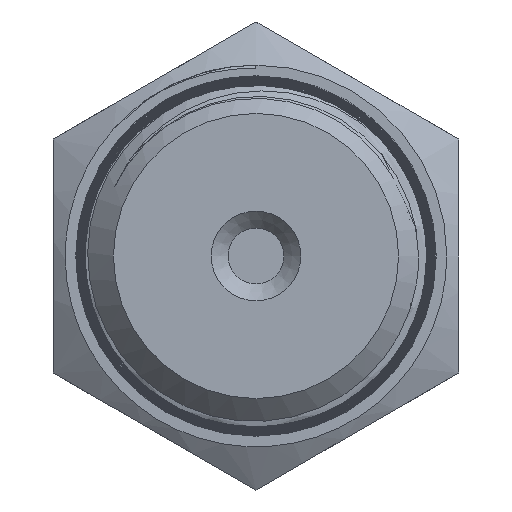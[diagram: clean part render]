
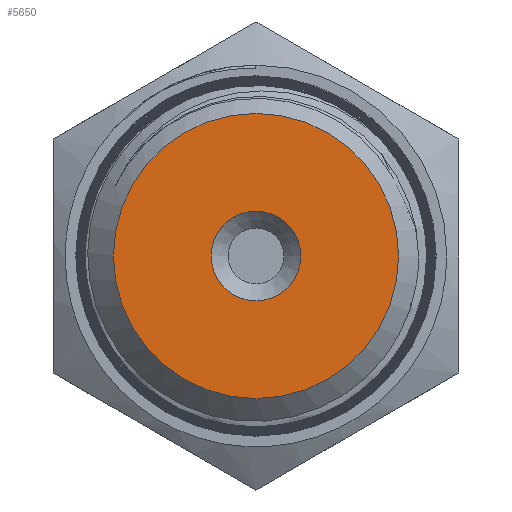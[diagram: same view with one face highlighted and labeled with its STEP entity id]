
A CAD part, left-side view. The second image highlights one B-rep face of the part: STEP entity #5650.
In plain terms, the highlighted planar face has unit normal (-1, 0, 0).
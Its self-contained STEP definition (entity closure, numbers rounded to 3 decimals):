
#301=FACE_BOUND('',#1025,.T.);
#336=PLANE('',#5846);
#679=FACE_OUTER_BOUND('',#1024,.T.);
#1024=EDGE_LOOP('',(#5219));
#1025=EDGE_LOOP('',(#5220));
#1096=CIRCLE('',#5845,2.65);
#1097=CIRCLE('',#5847,8.445);
#2722=VERTEX_POINT('',#16664);
#2723=VERTEX_POINT('',#16668);
#3560=EDGE_CURVE('',#2722,#2722,#1096,.T.);
#3561=EDGE_CURVE('',#2723,#2723,#1097,.T.);
#5219=ORIENTED_EDGE('',*,*,#3561,.F.);
#5220=ORIENTED_EDGE('',*,*,#3560,.T.);
#5650=ADVANCED_FACE('',(#679,#301),#336,.T.);
#5845=AXIS2_PLACEMENT_3D('',#16666,#6431,#6432);
#5846=AXIS2_PLACEMENT_3D('',#16667,#6433,#6434);
#5847=AXIS2_PLACEMENT_3D('',#16669,#6435,#6436);
#6431=DIRECTION('center_axis',(1.,0.,0.));
#6432=DIRECTION('ref_axis',(0.,0.,-1.));
#6433=DIRECTION('center_axis',(-1.,0.,0.));
#6434=DIRECTION('ref_axis',(0.,0.,1.));
#6435=DIRECTION('center_axis',(1.,0.,0.));
#6436=DIRECTION('ref_axis',(0.,0.,-1.));
#16664=CARTESIAN_POINT('',(0.,-2.65,0.));
#16666=CARTESIAN_POINT('Origin',(0.,0.,0.));
#16667=CARTESIAN_POINT('Origin',(0.,8.445,0.));
#16668=CARTESIAN_POINT('',(0.,-8.445,0.));
#16669=CARTESIAN_POINT('Origin',(0.,0.,0.));
